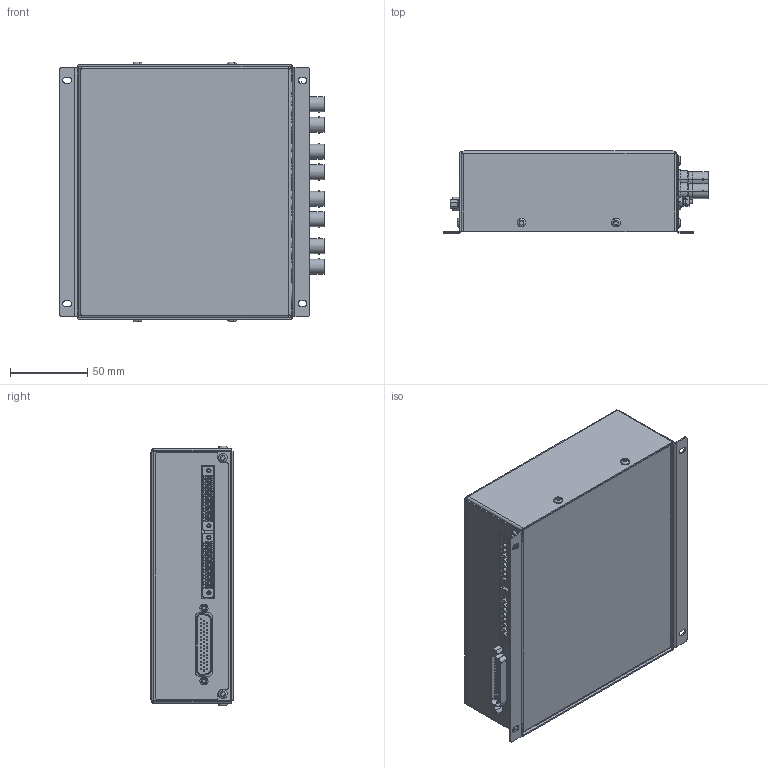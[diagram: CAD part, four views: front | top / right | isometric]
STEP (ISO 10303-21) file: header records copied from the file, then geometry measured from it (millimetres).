
FILE_DESCRIPTION (( 'STEP AP214' ), '1' );
FILE_NAME ('88202090-HVI4.STEP', '2012-12-19T20:18:59', ( 'Andrew' ), ( 'Microsoft' ), 'SwSTEP 2.0', 'SolidWorks 2011', '' );
FILE_SCHEMA (( 'AUTOMOTIVE_DESIGN' ));
Length unit declared in the file: inch
Products named in the file (26): 17221300  E; 17221310  B; 17221320  A; SHV Nut; Hex Nut SST_M3; Reg Flat Washer_M3; SHCS M3 SST B_L=12; 17212282; SHV Panel Mnt 51494; 4-40 x 5mm Screw Lock for D-Sub; Hex Nut-L712; 5607-265; BHCS M3 SST_L=6; 17214130-B; 85202880  C; Pin Socket - D-Conn; 550-0205!0405_Red; 550-0205!0405_Green; TERM BLK HEADER PCB 8POS 3.81MM; 44-Pin Rt Ang Male PCB Mnt 5749771-3; Greyhill 94HBB; L712RA; HVI4 PCB; 17221290  B; 17221280  C; 88202090-HVI4
Assembly tree (70 placements, depth 3):
  88202090-HVI4
    SHV Nut  x8
    Hex Nut SST_M3  x2
    SHCS M3 SST B_L=12
    17221310  B
    Reg Flat Washer_M3  x3
    BHCS M3 SST_L=6  x11
    17221320  A
    17221290  B
    17212282
    4-40 x 5mm Screw Lock for D-Sub  x2
    SHV Panel Mnt 51494  x8
    5607-265
    Hex Nut-L712
    85202880  C
      Pin Socket - D-Conn  x8
      HVI4 PCB
      550-0205!0405_Green  x4
      550-0205!0405_Red  x4
      Greyhill 94HBB  x4
      44-Pin Rt Ang Male PCB Mnt 5749771-3
      L712RA
      TERM BLK HEADER PCB 8POS 3.81MM  x2
    17221300  E
    17214130-B
    17221280  C
Bounding box: 170.48 x 52.97 x 167.66 mm (x, y, z)
Volume: 153366.7 mm3; surface area: 325692.9 mm2
Topology: 77 solids, 77 shells, 3739 faces, 9187 edges, 5989 vertices
Faces by surface type: plane 2117, cylinder 1362, cone 186, bspline 44, torus 22, sphere 8
Entity records: 75674 total; most frequent: CARTESIAN_POINT 11173, DIRECTION 10106, ORIENTED_EDGE 9614, EDGE_CURVE 4807, AXIS2_PLACEMENT_3D 3518, VERTEX_POINT 3137, VECTOR 3070, LINE 3070
